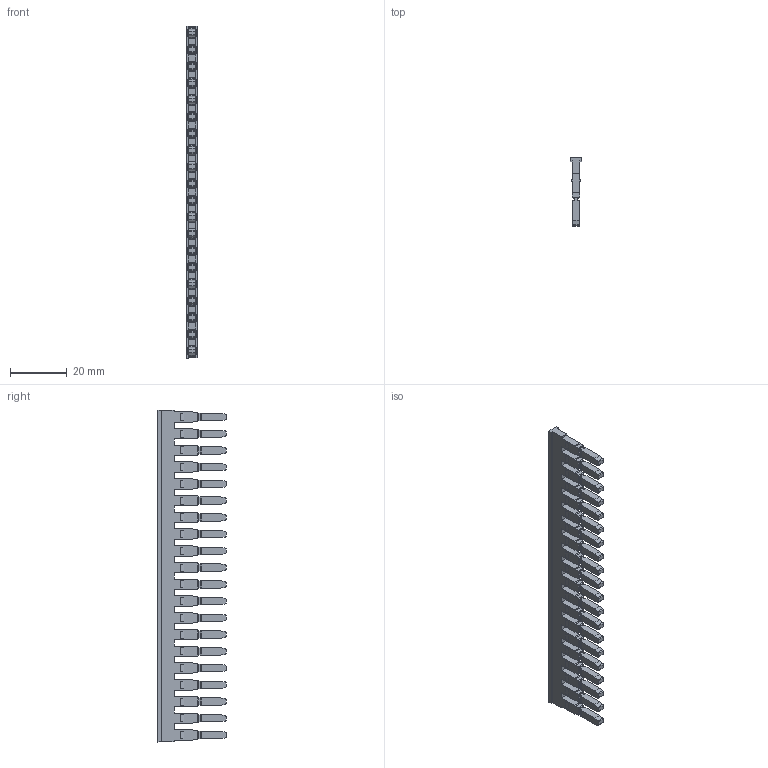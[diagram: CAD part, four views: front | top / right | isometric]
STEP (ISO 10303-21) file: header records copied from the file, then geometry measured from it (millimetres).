
FILE_DESCRIPTION (( 'STEP AP203' ), '1' );
FILE_NAME ('20''LÝ - 2,5 ÜST KÖPRÜ.STEP', '2020-03-20T13:17:43', ( '' ), ( '' ), 'SwSTEP 2.0', 'SolidWorks 2011', '' );
FILE_SCHEMA (( 'CONFIG_CONTROL_DESIGN' ));
Length unit declared in the file: millimetre
Products named in the file (1): 20''Lﾝ - 2,5 ﾜST KﾖPRﾜ
Bounding box: 3.9 x 24 x 117 mm (x, y, z)
Volume: 4514 mm3; surface area: 6333.9 mm2
Topology: 1 solids, 21 shells, 910 faces, 2344 edges, 1536 vertices
Faces by surface type: plane 790, cylinder 120
Entity records: 27245 total; most frequent: CARTESIAN_POINT 4791, ORIENTED_EDGE 4688, DIRECTION 4406, EDGE_CURVE 2344, VECTOR 2104, LINE 2104, VERTEX_POINT 1536, AXIS2_PLACEMENT_3D 1151
